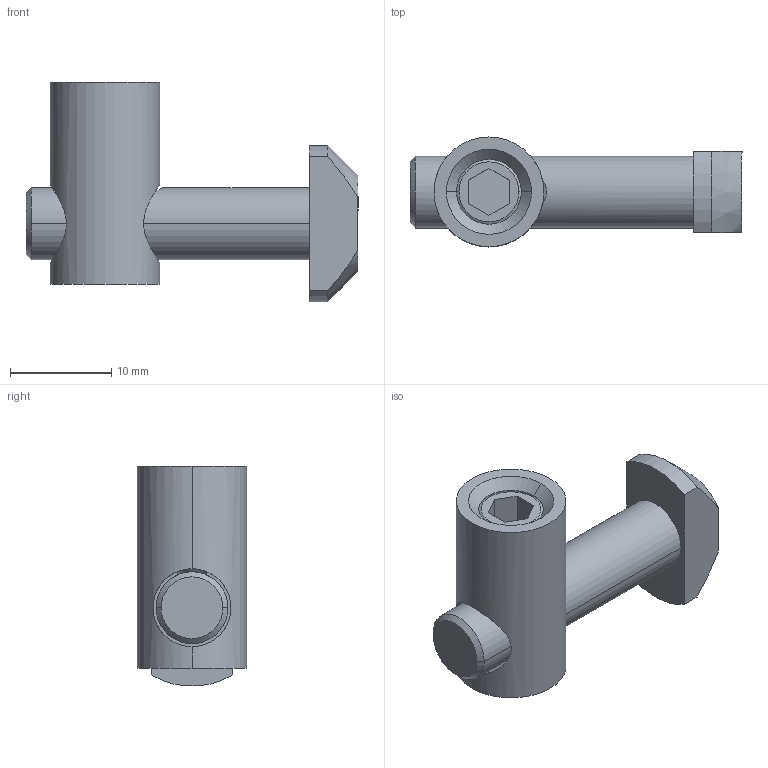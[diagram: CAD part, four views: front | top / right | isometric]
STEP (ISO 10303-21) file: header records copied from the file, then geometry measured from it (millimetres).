
FILE_DESCRIPTION (( 'STEP AP203' ), '1' );
FILE_NAME ('3_842_535_459_Bosch.step', '2024-06-04T11:59:19', ( '' ), ( '' ), 'SwSTEP 2.0', 'SolidWorks 2014', '' );
FILE_SCHEMA (( 'CONFIG_CONTROL_DESIGN' ));
Length unit declared in the file: millimetre
Products named in the file (4): Part-1; Part-2; 3_842_535_459_Bosch; Part-3
Assembly tree (3 placements, depth 2):
  3_842_535_459_Bosch
    Part-1
    Part-2
    Part-3
Bounding box: 32.8 x 10.85 x 21.73 mm (x, y, z)
Volume: 2916.4 mm3; surface area: 2508.2 mm2
Topology: 3 solids, 3 shells, 40 faces, 93 edges, 57 vertices
Faces by surface type: plane 16, cone 12, cylinder 12
Entity records: 1794 total; most frequent: CARTESIAN_POINT 477, DIRECTION 201, ORIENTED_EDGE 182, EDGE_CURVE 91, AXIS2_PLACEMENT_3D 76, VERTEX_POINT 57, LINE 49, VECTOR 49
